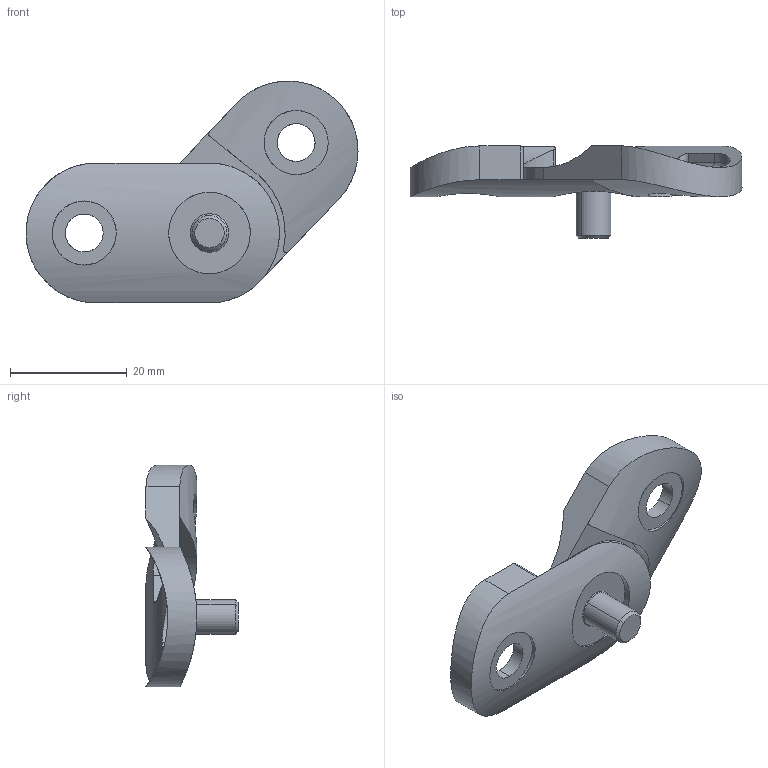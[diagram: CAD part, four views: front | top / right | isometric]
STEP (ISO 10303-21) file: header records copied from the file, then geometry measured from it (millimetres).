
FILE_DESCRIPTION (( 'STEP AP214' ), '1' );
FILE_NAME ('A_1881-042.STEP', '2023-05-31T13:24:01', ( '' ), ( '' ), 'SwSTEP 2.0', 'SolidWorks 2019', '' );
FILE_SCHEMA (( 'AUTOMOTIVE_DESIGN' ));
Length unit declared in the file: millimetre
Products named in the file (4): A_1881-042.P1; A_1881-042.P2; Skrutka DIN 7991 ZINK._Skrutka M 6x 12; A_1881-042
Assembly tree (3 placements, depth 2):
  A_1881-042
    A_1881-042.P1
    A_1881-042.P2
    Skrutka DIN 7991 ZINK._Skrutka M 6x 12
Bounding box: 56.99 x 15.8 x 38.08 mm (x, y, z)
Volume: 5458.2 mm3; surface area: 5406.8 mm2
Topology: 3 solids, 3 shells, 92 faces, 221 edges, 136 vertices
Faces by surface type: cylinder 47, plane 27, cone 8, bspline 6, sphere 4
Entity records: 4221 total; most frequent: CARTESIAN_POINT 2029, ORIENTED_EDGE 426, DIRECTION 406, EDGE_CURVE 213, AXIS2_PLACEMENT_3D 151, VERTEX_POINT 132, EDGE_LOOP 105, LINE 104
